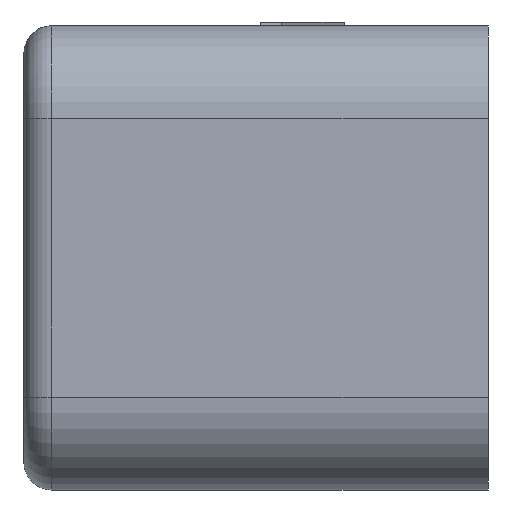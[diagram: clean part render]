
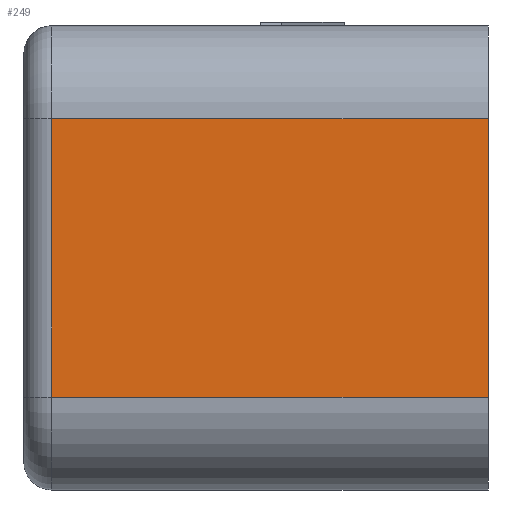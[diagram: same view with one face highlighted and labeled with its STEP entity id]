
A CAD part, left-side view. The second image highlights one B-rep face of the part: STEP entity #249.
In plain terms, the highlighted planar face has unit normal (-1, 0, 0).
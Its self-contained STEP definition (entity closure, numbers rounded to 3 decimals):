
#249 = ADVANCED_FACE( '', ( #714 ), #715, .T. );
#714 = FACE_OUTER_BOUND( '', #1260, .T. );
#715 = PLANE( '', #1261 );
#1260 = EDGE_LOOP( '', ( #2851, #2852, #2853, #2854 ) );
#1261 = AXIS2_PLACEMENT_3D( '', #2855, #2856, #2857 );
#2851 = ORIENTED_EDGE( '', *, *, #3720, .T. );
#2852 = ORIENTED_EDGE( '', *, *, #3692, .T. );
#2853 = ORIENTED_EDGE( '', *, *, #3717, .T. );
#2854 = ORIENTED_EDGE( '', *, *, #3638, .F. );
#2855 = CARTESIAN_POINT( '', ( -21., 25., -12.5 ) );
#2856 = DIRECTION( '', ( -1., 0., 0. ) );
#2857 = DIRECTION( '', ( 0., 1., 0. ) );
#3638 = EDGE_CURVE( '', #4443, #4445, #4446, .T. );
#3692 = EDGE_CURVE( '', #4537, #4542, #4544, .F. );
#3717 = EDGE_CURVE( '', #4542, #4445, #4581, .T. );
#3720 = EDGE_CURVE( '', #4443, #4537, #4585, .F. );
#4443 = VERTEX_POINT( '', #5666 );
#4445 = VERTEX_POINT( '', #5668 );
#4446 = LINE( '', #5669, #5670 );
#4537 = VERTEX_POINT( '', #5805 );
#4542 = VERTEX_POINT( '', #5811 );
#4544 = LINE( '', #5813, #5814 );
#4581 = LINE( '', #5860, #5861 );
#4585 = LINE( '', #5866, #5867 );
#5666 = CARTESIAN_POINT( '', ( -21., 0., 7.5 ) );
#5668 = CARTESIAN_POINT( '', ( -21., 0., -7.5 ) );
#5669 = CARTESIAN_POINT( '', ( -21., 0., -12.5 ) );
#5670 = VECTOR( '', #6914, 1000. );
#5805 = CARTESIAN_POINT( '', ( -21., 23.5, 7.5 ) );
#5811 = CARTESIAN_POINT( '', ( -21., 23.5, -7.5 ) );
#5813 = CARTESIAN_POINT( '', ( -21., 23.5, -12.5 ) );
#5814 = VECTOR( '', #6984, 1000. );
#5860 = CARTESIAN_POINT( '', ( -21., 25., -7.5 ) );
#5861 = VECTOR( '', #7039, 1000. );
#5866 = CARTESIAN_POINT( '', ( -21., 25., 7.5 ) );
#5867 = VECTOR( '', #7044, 1000. );
#6914 = DIRECTION( '', ( 0., 0., -1. ) );
#6984 = DIRECTION( '', ( 0., 0., 1. ) );
#7039 = DIRECTION( '', ( 0., -1., 0. ) );
#7044 = DIRECTION( '', ( 0., -1., 0. ) );
